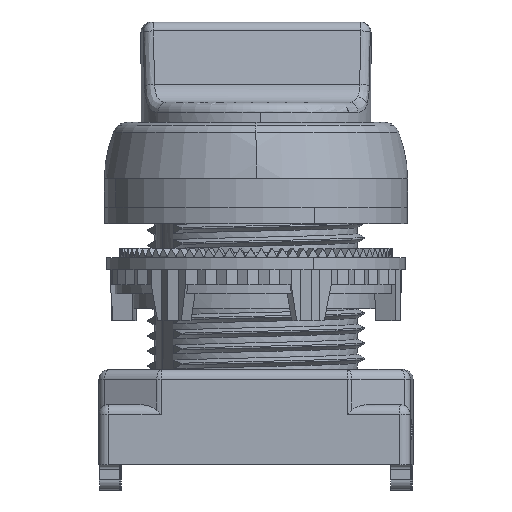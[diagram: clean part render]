
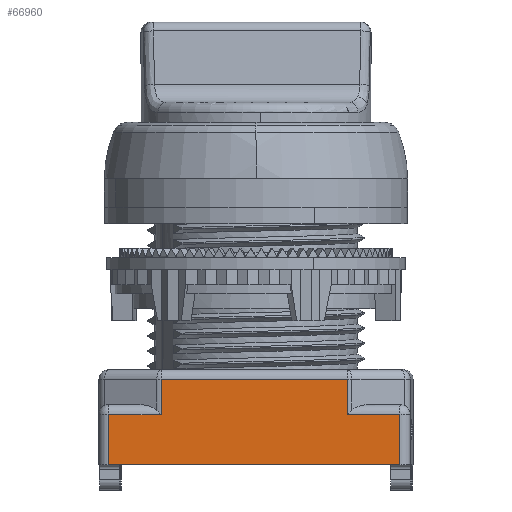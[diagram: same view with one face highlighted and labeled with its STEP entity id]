
A CAD part, left-side view. The second image highlights one B-rep face of the part: STEP entity #66960.
In plain terms, the highlighted face is planar.
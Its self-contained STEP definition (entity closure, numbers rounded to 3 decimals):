
#63177=DIRECTION('',(0.,0.,1.));
#63178=VECTOR('',#63177,29.);
#63179=CARTESIAN_POINT('',(-72.558,2.5,1.));
#63180=LINE('',#63179,#63178);
#63980=DIRECTION('',(0.,1.,0.));
#63981=VECTOR('',#63980,5.);
#63982=CARTESIAN_POINT('',(-72.558,2.5,30.));
#63983=LINE('',#63982,#63981);
#63987=DIRECTION('',(0.,0.,-1.));
#63988=VECTOR('',#63987,5.236);
#63989=CARTESIAN_POINT('',(-72.558,7.5,6.236));
#63990=LINE('',#63989,#63988);
#64045=DIRECTION('',(0.,-1.,0.));
#64046=VECTOR('',#64045,5.);
#64047=CARTESIAN_POINT('',(-72.558,7.5,1.));
#64048=LINE('',#64047,#64046);
#64099=DIRECTION('',(0.,-1.,0.));
#64100=VECTOR('',#64099,3.5);
#64101=CARTESIAN_POINT('',(-72.558,11.,6.236));
#64102=LINE('',#64101,#64100);
#64144=DIRECTION('',(0.,0.,-1.));
#64145=VECTOR('',#64144,18.528);
#64146=CARTESIAN_POINT('',(-72.558,11.,24.764));
#64147=LINE('',#64146,#64145);
#64196=DIRECTION('',(0.,0.,-1.));
#64197=VECTOR('',#64196,5.236);
#64198=CARTESIAN_POINT('',(-72.558,7.5,30.));
#64199=LINE('',#64198,#64197);
#64230=DIRECTION('',(0.,1.,0.));
#64231=VECTOR('',#64230,3.5);
#64232=CARTESIAN_POINT('',(-72.558,7.5,24.764));
#64233=LINE('',#64232,#64231);
#65901=CARTESIAN_POINT('',(-72.558,2.5,1.));
#65902=VERTEX_POINT('',#65901);
#65903=CARTESIAN_POINT('',(-72.558,2.5,30.));
#65904=VERTEX_POINT('',#65903);
#65996=CARTESIAN_POINT('',(-72.558,11.,6.236));
#65997=VERTEX_POINT('',#65996);
#65998=CARTESIAN_POINT('',(-72.558,11.,24.764));
#65999=VERTEX_POINT('',#65998);
#66009=CARTESIAN_POINT('',(-72.558,7.5,30.));
#66010=VERTEX_POINT('',#66009);
#66011=CARTESIAN_POINT('',(-72.558,7.5,6.236));
#66012=CARTESIAN_POINT('',(-72.558,7.5,1.));
#66013=VERTEX_POINT('',#66011);
#66014=VERTEX_POINT('',#66012);
#66015=CARTESIAN_POINT('',(-72.558,7.5,24.764));
#66016=VERTEX_POINT('',#66015);
#66939=CARTESIAN_POINT('',(-72.558,12.,0.));
#66940=DIRECTION('',(-1.,0.,0.));
#66941=DIRECTION('',(0.,-1.,0.));
#66942=AXIS2_PLACEMENT_3D('',#66939,#66940,#66941);
#66943=PLANE('',#66942);
#66945=ORIENTED_EDGE('',*,*,#66944,.F.);
#66947=ORIENTED_EDGE('',*,*,#66946,.F.);
#66949=ORIENTED_EDGE('',*,*,#66948,.F.);
#66951=ORIENTED_EDGE('',*,*,#66950,.F.);
#66953=ORIENTED_EDGE('',*,*,#66952,.F.);
#66954=ORIENTED_EDGE('',*,*,#66934,.F.);
#66955=ORIENTED_EDGE('',*,*,#66303,.F.);
#66957=ORIENTED_EDGE('',*,*,#66956,.F.);
#66958=EDGE_LOOP('',(#66945,#66947,#66949,#66951,#66953,#66954,#66955,#66957));
#66959=FACE_OUTER_BOUND('',#66958,.F.);
#66303=EDGE_CURVE('',#65902,#65904,#63180,.T.);
#66934=EDGE_CURVE('',#65904,#66010,#63983,.T.);
#66944=EDGE_CURVE('',#66013,#66014,#63990,.T.);
#66946=EDGE_CURVE('',#65997,#66013,#64102,.T.);
#66948=EDGE_CURVE('',#65999,#65997,#64147,.T.);
#66950=EDGE_CURVE('',#66016,#65999,#64233,.T.);
#66952=EDGE_CURVE('',#66010,#66016,#64199,.T.);
#66956=EDGE_CURVE('',#66014,#65902,#64048,.T.);
#66960=ADVANCED_FACE('',(#66959),#66943,.T.);
